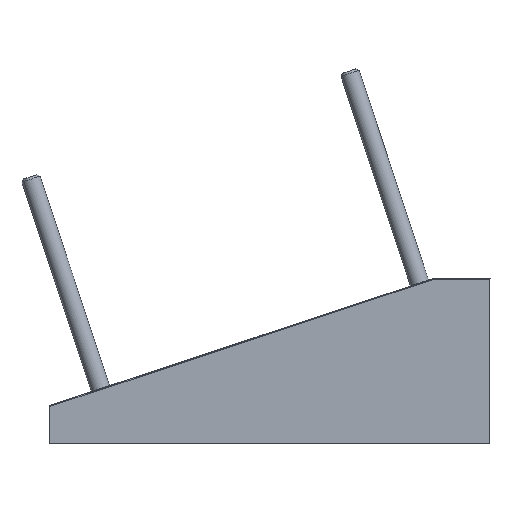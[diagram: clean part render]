
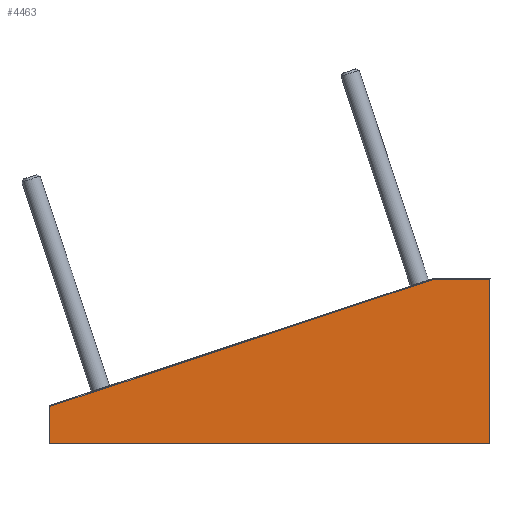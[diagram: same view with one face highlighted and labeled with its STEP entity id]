
A CAD part, left-side view. The second image highlights one B-rep face of the part: STEP entity #4463.
In plain terms, the highlighted planar face has unit normal (-1, 0, 0).
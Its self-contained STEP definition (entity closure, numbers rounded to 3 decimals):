
#554=PLANE('',#4873);
#755=FACE_OUTER_BOUND('',#1042,.T.);
#1042=EDGE_LOOP('',(#3734,#3735,#3736,#3737,#3738));
#1298=LINE('',#12486,#1534);
#1310=LINE('',#12557,#1546);
#1315=LINE('',#12565,#1551);
#1316=LINE('',#12567,#1552);
#1317=LINE('',#12568,#1553);
#1534=VECTOR('',#5664,10.);
#1546=VECTOR('',#5756,10.);
#1551=VECTOR('',#5763,10.);
#1552=VECTOR('',#5766,10.);
#1553=VECTOR('',#5767,10.);
#2114=VERTEX_POINT('',#12470);
#2121=VERTEX_POINT('',#12484);
#2139=VERTEX_POINT('',#12555);
#2140=VERTEX_POINT('',#12556);
#2142=VERTEX_POINT('',#12563);
#2683=EDGE_CURVE('',#2121,#2114,#1298,.T.);
#2712=EDGE_CURVE('',#2139,#2140,#1310,.T.);
#2717=EDGE_CURVE('',#2142,#2139,#1315,.T.);
#2718=EDGE_CURVE('',#2142,#2114,#1316,.T.);
#2719=EDGE_CURVE('',#2140,#2121,#1317,.T.);
#3734=ORIENTED_EDGE('',*,*,#2712,.F.);
#3735=ORIENTED_EDGE('',*,*,#2717,.F.);
#3736=ORIENTED_EDGE('',*,*,#2718,.T.);
#3737=ORIENTED_EDGE('',*,*,#2683,.F.);
#3738=ORIENTED_EDGE('',*,*,#2719,.F.);
#4463=ADVANCED_FACE('',(#755),#554,.F.);
#4873=AXIS2_PLACEMENT_3D('',#12566,#5764,#5765);
#5664=DIRECTION('',(0.,1.,0.));
#5756=DIRECTION('',(0.,-1.,0.));
#5763=DIRECTION('',(0.,-0.949,0.314));
#5764=DIRECTION('center_axis',(1.,0.,0.));
#5765=DIRECTION('ref_axis',(0.,0.,-1.));
#5766=DIRECTION('',(0.,0.,-1.));
#5767=DIRECTION('',(0.,0.,-1.));
#12470=CARTESIAN_POINT('',(-57.5,35.142,-4.75));
#12484=CARTESIAN_POINT('',(-57.5,-78.15,-4.75));
#12486=CARTESIAN_POINT('',(-57.5,-47.363,-4.75));
#12555=CARTESIAN_POINT('',(-57.5,-63.952,37.489));
#12556=CARTESIAN_POINT('',(-57.5,-78.15,37.489));
#12557=CARTESIAN_POINT('',(-57.5,-43.803,37.489));
#12563=CARTESIAN_POINT('',(-57.5,35.142,4.659));
#12565=CARTESIAN_POINT('',(-57.5,14.257,11.578));
#12566=CARTESIAN_POINT('Origin',(-57.5,-16.575,21.228));
#12567=CARTESIAN_POINT('',(-57.5,35.142,13.075));
#12568=CARTESIAN_POINT('',(-57.5,-78.15,0.));
